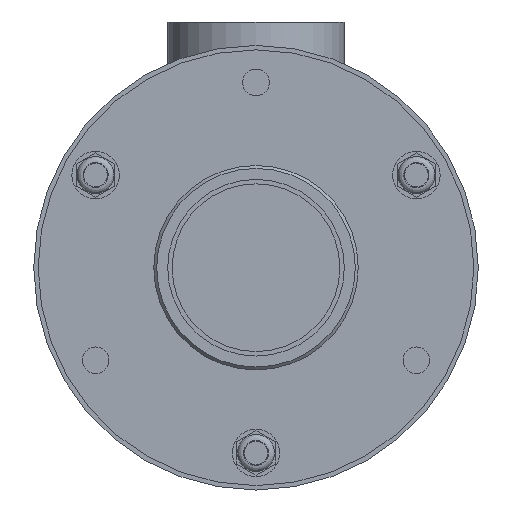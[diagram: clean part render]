
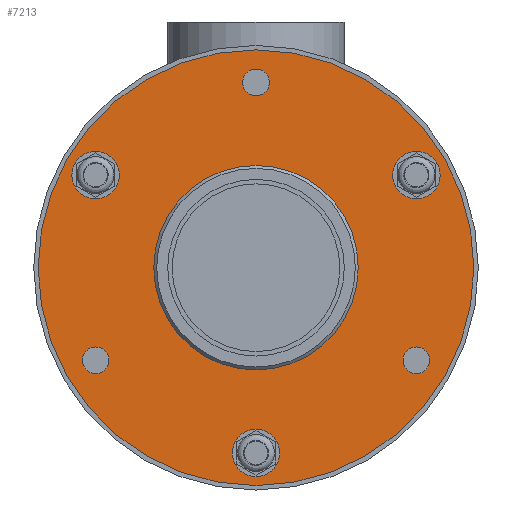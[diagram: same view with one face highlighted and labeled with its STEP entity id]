
A CAD part, front view. The second image highlights one B-rep face of the part: STEP entity #7213.
In plain terms, the highlighted planar face has unit normal (0, -1, 0).
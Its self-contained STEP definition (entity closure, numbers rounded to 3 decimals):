
#636=FACE_BOUND('',#2064,.T.);
#637=FACE_BOUND('',#2065,.T.);
#638=FACE_BOUND('',#2066,.T.);
#639=FACE_BOUND('',#2067,.T.);
#640=FACE_BOUND('',#2068,.T.);
#641=FACE_BOUND('',#2069,.T.);
#642=FACE_BOUND('',#2070,.T.);
#880=PLANE('',#7661);
#1656=FACE_OUTER_BOUND('',#2063,.T.);
#2063=EDGE_LOOP('',(#6676));
#2064=EDGE_LOOP('',(#6677));
#2065=EDGE_LOOP('',(#6678));
#2066=EDGE_LOOP('',(#6679));
#2067=EDGE_LOOP('',(#6680));
#2068=EDGE_LOOP('',(#6681));
#2069=EDGE_LOOP('',(#6682));
#2070=EDGE_LOOP('',(#6683));
#3273=CIRCLE('',#7274,8.);
#3308=CIRCLE('',#7347,8.);
#3362=CIRCLE('',#7467,8.);
#3381=CIRCLE('',#7622,4.5);
#3383=CIRCLE('',#7625,4.5);
#3385=CIRCLE('',#7628,4.5);
#3399=CIRCLE('',#7654,34.5);
#3402=CIRCLE('',#7660,73.5);
#3486=VERTEX_POINT('',#9375);
#3544=VERTEX_POINT('',#9561);
#3645=VERTEX_POINT('',#9886);
#4021=VERTEX_POINT('',#12518);
#4023=VERTEX_POINT('',#12524);
#4025=VERTEX_POINT('',#12530);
#4043=VERTEX_POINT('',#12726);
#4046=VERTEX_POINT('',#12736);
#4099=EDGE_CURVE('',#3486,#3486,#3273,.T.);
#4189=EDGE_CURVE('',#3544,#3544,#3308,.T.);
#4347=EDGE_CURVE('',#3645,#3645,#3362,.T.);
#4911=EDGE_CURVE('',#4021,#4021,#3381,.T.);
#4914=EDGE_CURVE('',#4023,#4023,#3383,.T.);
#4917=EDGE_CURVE('',#4025,#4025,#3385,.T.);
#4944=EDGE_CURVE('',#4043,#4043,#3399,.T.);
#4947=EDGE_CURVE('',#4046,#4046,#3402,.T.);
#6676=ORIENTED_EDGE('',*,*,#4947,.T.);
#6677=ORIENTED_EDGE('',*,*,#4099,.T.);
#6678=ORIENTED_EDGE('',*,*,#4189,.T.);
#6679=ORIENTED_EDGE('',*,*,#4347,.T.);
#6680=ORIENTED_EDGE('',*,*,#4911,.T.);
#6681=ORIENTED_EDGE('',*,*,#4914,.T.);
#6682=ORIENTED_EDGE('',*,*,#4917,.T.);
#6683=ORIENTED_EDGE('',*,*,#4944,.T.);
#7213=ADVANCED_FACE('',(#1656,#636,#637,#638,#639,#640,#641,#642),#880,
 .F.);
#7274=AXIS2_PLACEMENT_3D('',#9377,#7798,#7799);
#7347=AXIS2_PLACEMENT_3D('',#9563,#7999,#8000);
#7467=AXIS2_PLACEMENT_3D('',#9888,#8343,#8344);
#7622=AXIS2_PLACEMENT_3D('',#12519,#9042,#9043);
#7625=AXIS2_PLACEMENT_3D('',#12525,#9049,#9050);
#7628=AXIS2_PLACEMENT_3D('',#12531,#9056,#9057);
#7654=AXIS2_PLACEMENT_3D('',#12728,#9117,#9118);
#7660=AXIS2_PLACEMENT_3D('',#12737,#9129,#9130);
#7661=AXIS2_PLACEMENT_3D('',#12739,#9132,#9133);
#7798=DIRECTION('center_axis',(0.,1.,0.));
#7799=DIRECTION('ref_axis',(-0.866,0.,0.5));
#7999=DIRECTION('center_axis',(0.,1.,0.));
#8000=DIRECTION('ref_axis',(0.866,0.,0.5));
#8343=DIRECTION('center_axis',(0.,1.,0.));
#8344=DIRECTION('ref_axis',(0.,0.,-1.));
#9042=DIRECTION('center_axis',(0.,1.,0.));
#9043=DIRECTION('ref_axis',(-1.,0.,0.));
#9049=DIRECTION('center_axis',(0.,1.,0.));
#9050=DIRECTION('ref_axis',(-1.,0.,0.));
#9056=DIRECTION('center_axis',(0.,1.,0.));
#9057=DIRECTION('ref_axis',(-1.,0.,0.));
#9117=DIRECTION('center_axis',(0.,1.,0.));
#9118=DIRECTION('ref_axis',(-1.,0.,0.));
#9129=DIRECTION('center_axis',(0.,-1.,0.));
#9130=DIRECTION('ref_axis',(-1.,0.,0.));
#9132=DIRECTION('center_axis',(0.,1.,0.));
#9133=DIRECTION('ref_axis',(0.,0.,1.));
#9375=CARTESIAN_POINT('',(-47.198,-729.7,27.25));
#9377=CARTESIAN_POINT('Origin',(-54.127,-729.7,31.25));
#9561=CARTESIAN_POINT('',(47.198,-729.7,27.25));
#9563=CARTESIAN_POINT('Origin',(54.127,-729.7,31.25));
#9886=CARTESIAN_POINT('',(0.,-729.7,-54.5));
#9888=CARTESIAN_POINT('Origin',(0.,-729.7,-62.5));
#12518=CARTESIAN_POINT('',(58.627,-729.7,-31.25));
#12519=CARTESIAN_POINT('Origin',(54.127,-729.7,-31.25));
#12524=CARTESIAN_POINT('',(-49.627,-729.7,-31.25));
#12525=CARTESIAN_POINT('Origin',(-54.127,-729.7,-31.25));
#12530=CARTESIAN_POINT('',(4.5,-729.7,62.5));
#12531=CARTESIAN_POINT('Origin',(0.,-729.7,62.5));
#12726=CARTESIAN_POINT('',(34.5,-729.7,0.));
#12728=CARTESIAN_POINT('Origin',(0.,-729.7,0.));
#12736=CARTESIAN_POINT('',(73.5,-729.7,0.));
#12737=CARTESIAN_POINT('Origin',(0.,-729.7,0.));
#12739=CARTESIAN_POINT('Origin',(0.,-729.7,0.));
